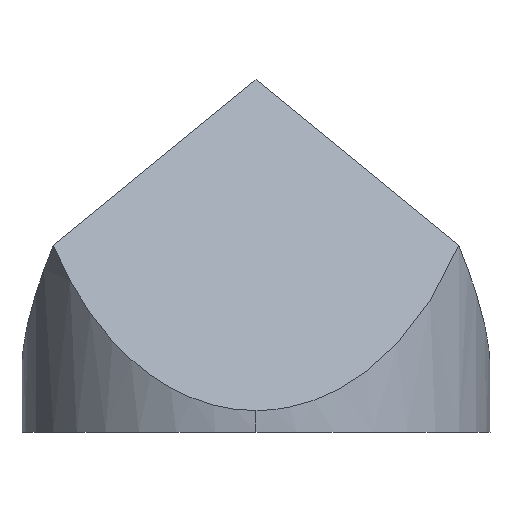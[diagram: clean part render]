
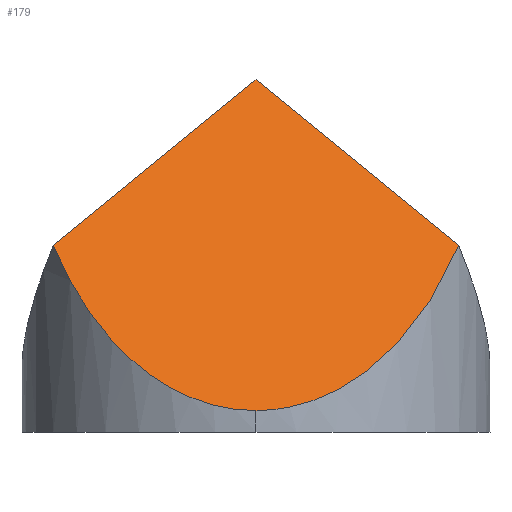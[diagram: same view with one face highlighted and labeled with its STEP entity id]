
A CAD part, left-side view. The second image highlights one B-rep face of the part: STEP entity #179.
In plain terms, the highlighted planar face has unit normal (-0.816, 0, 0.577).
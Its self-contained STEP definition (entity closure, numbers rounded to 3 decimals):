
#1 = VERTEX_POINT ( 'NONE', #84 ) ;
#3 =( BOUNDED_CURVE ( )  B_SPLINE_CURVE ( 3, ( #204, #109, #211, #274 ),
 .UNSPECIFIED., .F., .F. ) 
 B_SPLINE_CURVE_WITH_KNOTS ( ( 4, 4 ),
 ( 0., 1.047 ),
 .UNSPECIFIED. ) 
 CURVE ( )  GEOMETRIC_REPRESENTATION_ITEM ( )  RATIONAL_B_SPLINE_CURVE ( ( 1., 0.911, 0.911, 1. ) ) 
 REPRESENTATION_ITEM ( '' )  );
#6 = EDGE_CURVE ( 'NONE', #1, #143, #237, .T. ) ;
#10 = ORIENTED_EDGE ( 'NONE', *, *, #6, .F. ) ;
#14 = CARTESIAN_POINT ( 'NONE',  ( -3.75, -6.495, 5.998 ) ) ;
#27 = EDGE_CURVE ( 'NONE', #86, #1, #3, .T. ) ;
#28 = VERTEX_POINT ( 'NONE', #206 ) ;
#42 = EDGE_LOOP ( 'NONE', ( #95, #208, #10, #271 ) ) ;
#69 = DIRECTION ( 'NONE',  ( 0.408, 0.707, 0.577 ) ) ;
#75 = LINE ( 'NONE', #186, #81 ) ;
#81 = VECTOR ( 'NONE', #69, 1000. ) ;
#84 = CARTESIAN_POINT ( 'NONE',  ( -3.75, 6.495, 5.998 ) ) ;
#86 = VERTEX_POINT ( 'NONE', #297 ) ;
#89 = CARTESIAN_POINT ( 'NONE',  ( -7.5, 0., 0.696 ) ) ;
#91 = CARTESIAN_POINT ( 'NONE',  ( -6.127, -5.123, 2.636 ) ) ;
#95 = ORIENTED_EDGE ( 'NONE', *, *, #250, .F. ) ;
#109 = CARTESIAN_POINT ( 'NONE',  ( -7.5, 2.745, 0.696 ) ) ;
#113 = CARTESIAN_POINT ( 'NONE',  ( 0., -24.5, 11.3 ) ) ;
#130 = VECTOR ( 'NONE', #133, 1000. ) ;
#133 = DIRECTION ( 'NONE',  ( 0.408, -0.707, 0.577 ) ) ;
#136 = FACE_OUTER_BOUND ( 'NONE', #42, .T. ) ;
#138 = DIRECTION ( 'NONE',  ( 0.816, 0., -0.577 ) ) ;
#143 = VERTEX_POINT ( 'NONE', #182 ) ;
#168 = DIRECTION ( 'NONE',  ( -0.577, 0., -0.816 ) ) ;
#179 = ADVANCED_FACE ( 'NONE', ( #136 ), #280, .F. ) ;
#182 = CARTESIAN_POINT ( 'NONE',  ( 0., 0., 11.3 ) ) ;
#184 = CARTESIAN_POINT ( 'NONE',  ( 7.074, -12.252, 21.301 ) ) ;
#186 = CARTESIAN_POINT ( 'NONE',  ( -7.074, -12.252, 1.299 ) ) ;
#204 = CARTESIAN_POINT ( 'NONE',  ( -7.5, 0., 0.696 ) ) ;
#206 = CARTESIAN_POINT ( 'NONE',  ( -3.75, -6.495, 5.998 ) ) ;
#208 = ORIENTED_EDGE ( 'NONE', *, *, #288, .T. ) ;
#211 = CARTESIAN_POINT ( 'NONE',  ( -6.127, 5.123, 2.636 ) ) ;
#214 = AXIS2_PLACEMENT_3D ( 'NONE', #113, #138, #168 ) ;
#237 = LINE ( 'NONE', #184, #130 ) ;
#246 =( BOUNDED_CURVE ( )  B_SPLINE_CURVE ( 3, ( #14, #91, #298, #89 ),
 .UNSPECIFIED., .F., .F. ) 
 B_SPLINE_CURVE_WITH_KNOTS ( ( 4, 4 ),
 ( 5.236, 6.283 ),
 .UNSPECIFIED. ) 
 CURVE ( )  GEOMETRIC_REPRESENTATION_ITEM ( )  RATIONAL_B_SPLINE_CURVE ( ( 1., 0.911, 0.911, 1. ) ) 
 REPRESENTATION_ITEM ( '' )  );
#250 = EDGE_CURVE ( 'NONE', #28, #86, #246, .T. ) ;
#271 = ORIENTED_EDGE ( 'NONE', *, *, #27, .F. ) ;
#274 = CARTESIAN_POINT ( 'NONE',  ( -3.75, 6.495, 5.998 ) ) ;
#280 = PLANE ( 'NONE',  #214 ) ;
#288 = EDGE_CURVE ( 'NONE', #28, #143, #75, .T. ) ;
#297 = CARTESIAN_POINT ( 'NONE',  ( -7.5, 0., 0.696 ) ) ;
#298 = CARTESIAN_POINT ( 'NONE',  ( -7.5, -2.745, 0.696 ) ) ;
